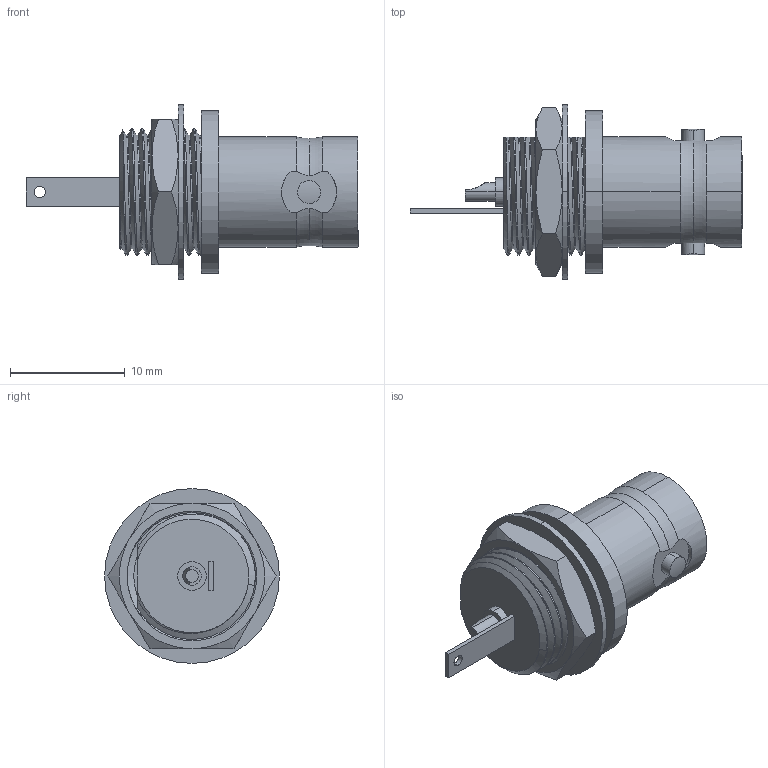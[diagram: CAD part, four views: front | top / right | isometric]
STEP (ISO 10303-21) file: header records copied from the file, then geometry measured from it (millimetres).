
FILE_DESCRIPTION (( 'STEP AP214' ), '1' );
FILE_NAME ('FMCN10-06592TL_3D.step', '2023-08-07T21:30:22', ( '' ), ( '' ), 'SwSTEP 2.0', 'SolidWorks 2022', '' );
FILE_SCHEMA (( 'AUTOMOTIVE_DESIGN' ));
Length unit declared in the file: inch
Products named in the file (5): Copy of 10-06593OEM-MA4^FMCN10-06592TL; Copy of 10-06593OEM-MA2^FMCN10-06592TL; Copy of 10-06592TL-MA3^FMCN10-06592TL; Copy of 10-06592TL-MA1^FMCN10-06592TL; FMCN10-06592TL_3D
Assembly tree (4 placements, depth 2):
  FMCN10-06592TL_3D
    Copy of 10-06592TL-MA1^FMCN10-06592TL
    Copy of 10-06593OEM-MA4^FMCN10-06592TL
    Copy of 10-06593OEM-MA2^FMCN10-06592TL
    Copy of 10-06592TL-MA3^FMCN10-06592TL
Bounding box: 28.96 x 15.24 x 15.24 mm (x, y, z)
Volume: 1465.3 mm3; surface area: 2341.7 mm2
Topology: 4 solids, 4 shells, 275 faces, 727 edges, 472 vertices
Faces by surface type: cylinder 107, plane 85, cone 47, bspline 30, torus 6
Entity records: 18872 total; most frequent: CARTESIAN_POINT 11911, ORIENTED_EDGE 1450, DIRECTION 1231, EDGE_CURVE 725, VERTEX_POINT 472, AXIS2_PLACEMENT_3D 470, EDGE_LOOP 295, LINE 291
